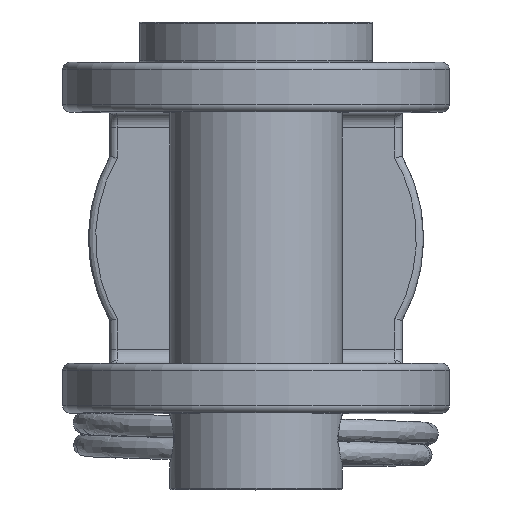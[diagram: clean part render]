
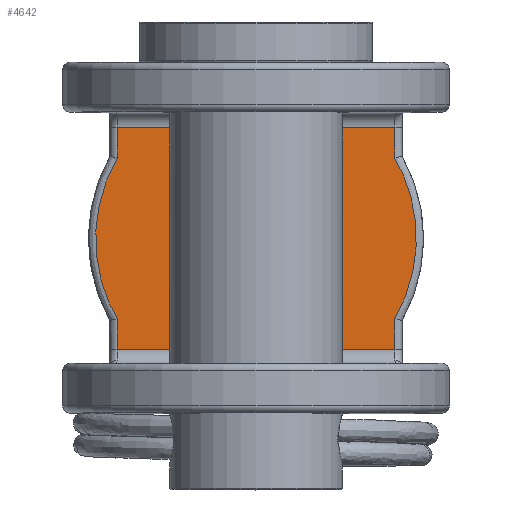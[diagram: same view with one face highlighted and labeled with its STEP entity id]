
A CAD part, top view. The second image highlights one B-rep face of the part: STEP entity #4642.
In plain terms, the highlighted planar face has unit normal (0, 0, 1).
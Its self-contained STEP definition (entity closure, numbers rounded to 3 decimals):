
#283 = ORIENTED_EDGE ( 'NONE', *, *, #11064, .T. ) ;
#372 = CARTESIAN_POINT ( 'NONE',  ( -9.983, -16.653, 0. ) ) ;
#741 = VECTOR ( 'NONE', #2417, 1000. ) ;
#776 = EDGE_CURVE ( 'NONE', #9047, #15694, #1480, .T. ) ;
#1126 = ORIENTED_EDGE ( 'NONE', *, *, #776, .T. ) ;
#1480 = B_SPLINE_CURVE_WITH_KNOTS ( 'NONE', 3,
 ( #7369, #7427, #17248, #5868, #4562, #13037, #11546, #5975, #3068, #13088, #17355, #8903, #372, #11494 ),
 .UNSPECIFIED., .F., .F.,
 ( 4, 2, 2, 2, 2, 2, 4 ),
 ( 0., 0.001, 0.003, 0.006, 0.007, 0.009, 0.012 ),
 .UNSPECIFIED. ) ;
#1574 = CARTESIAN_POINT ( 'NONE',  ( -9.5, -19.6, 0. ) ) ;
#1728 = AXIS2_PLACEMENT_3D ( 'NONE', #4731, #10486, #1990 ) ;
#1990 = DIRECTION ( 'NONE',  ( -1., 0., 0. ) ) ;
#2417 = DIRECTION ( 'NONE',  ( 0., 1., 0. ) ) ;
#2621 = EDGE_CURVE ( 'NONE', #11399, #8135, #7886, .T. ) ;
#2635 = CARTESIAN_POINT ( 'NONE',  ( 9.5, -4.4, 0. ) ) ;
#2803 = CARTESIAN_POINT ( 'NONE',  ( 10.972, -12.967, 0. ) ) ;
#2858 = CARTESIAN_POINT ( 'NONE',  ( 10.94, -11.042, 0. ) ) ;
#3068 = CARTESIAN_POINT ( 'NONE',  ( -10.94, -12.958, 0. ) ) ;
#3327 = LINE ( 'NONE', #14822, #7143 ) ;
#4291 = CARTESIAN_POINT ( 'NONE',  ( 10.814, -10.09, 0. ) ) ;
#4523 = ORIENTED_EDGE ( 'NONE', *, *, #7230, .T. ) ;
#4537 = FACE_OUTER_BOUND ( 'NONE', #14732, .T. ) ;
#4560 = CARTESIAN_POINT ( 'NONE',  ( -9.5, 0., 0. ) ) ;
#4562 = CARTESIAN_POINT ( 'NONE',  ( -10.476, -8.706, 0. ) ) ;
#4642 = ADVANCED_FACE ( 'NONE', ( #4537 ), #6352, .F. ) ;
#4702 = CARTESIAN_POINT ( 'NONE',  ( -9.5, -6.511, 0. ) ) ;
#4731 = CARTESIAN_POINT ( 'NONE',  ( 0., 0., 0. ) ) ;
#4782 = ORIENTED_EDGE ( 'NONE', *, *, #12707, .T. ) ;
#5052 = CARTESIAN_POINT ( 'NONE',  ( 9.5, -17.489, 0. ) ) ;
#5638 = LINE ( 'NONE', #4560, #14728 ) ;
#5644 = CARTESIAN_POINT ( 'NONE',  ( 10., -19.6, 0. ) ) ;
#5714 = CARTESIAN_POINT ( 'NONE',  ( 10.972, -11.521, 0. ) ) ;
#5868 = CARTESIAN_POINT ( 'NONE',  ( -10.321, -8.247, 0. ) ) ;
#5975 = CARTESIAN_POINT ( 'NONE',  ( -10.972, -12.479, 0. ) ) ;
#6352 = PLANE ( 'NONE',  #1728 ) ;
#6678 = DIRECTION ( 'NONE',  ( 0., 1., 0. ) ) ;
#6965 = DIRECTION ( 'NONE',  ( 0., -1., 0. ) ) ;
#7036 = CARTESIAN_POINT ( 'NONE',  ( 10.72, -9.615, 0. ) ) ;
#7143 = VECTOR ( 'NONE', #10476, 1000. ) ;
#7156 = CARTESIAN_POINT ( 'NONE',  ( 9.983, -7.347, 0. ) ) ;
#7230 = EDGE_CURVE ( 'NONE', #8094, #9047, #5638, .T. ) ;
#7369 = CARTESIAN_POINT ( 'NONE',  ( -9.5, -6.511, 0. ) ) ;
#7427 = CARTESIAN_POINT ( 'NONE',  ( -9.741, -6.928, 0. ) ) ;
#7570 = LINE ( 'NONE', #8356, #9375 ) ;
#7759 = DIRECTION ( 'NONE',  ( 1., 0., 0. ) ) ;
#7886 = LINE ( 'NONE', #8223, #741 ) ;
#8094 = VERTEX_POINT ( 'NONE', #13718 ) ;
#8135 = VERTEX_POINT ( 'NONE', #5052 ) ;
#8223 = CARTESIAN_POINT ( 'NONE',  ( 9.5, 0., 0. ) ) ;
#8356 = CARTESIAN_POINT ( 'NONE',  ( -9.5, 0., 0. ) ) ;
#8861 = EDGE_CURVE ( 'NONE', #8135, #16606, #10886, .T. ) ;
#8903 = CARTESIAN_POINT ( 'NONE',  ( -10.348, -15.773, 0. ) ) ;
#9047 = VERTEX_POINT ( 'NONE', #4702 ) ;
#9375 = VECTOR ( 'NONE', #6965, 1000. ) ;
#9953 = CARTESIAN_POINT ( 'NONE',  ( 10.846, -13.911, 0. ) ) ;
#10027 = VECTOR ( 'NONE', #6678, 1000. ) ;
#10064 = CARTESIAN_POINT ( 'NONE',  ( 9.741, -17.072, 0. ) ) ;
#10376 = ORIENTED_EDGE ( 'NONE', *, *, #8861, .T. ) ;
#10433 = CARTESIAN_POINT ( 'NONE',  ( 9.5, 0., 0. ) ) ;
#10476 = DIRECTION ( 'NONE',  ( -1., 0., 0. ) ) ;
#10486 = DIRECTION ( 'NONE',  ( 0., 0., -1. ) ) ;
#10859 = ORIENTED_EDGE ( 'NONE', *, *, #13053, .T. ) ;
#10886 = B_SPLINE_CURVE_WITH_KNOTS ( 'NONE', 3,
 ( #14142, #10064, #12776, #11402, #15505, #9953, #2803, #5714, #2858, #4291, #7036, #16925, #7156, #12709 ),
 .UNSPECIFIED., .F., .F.,
 ( 4, 2, 2, 2, 2, 2, 4 ),
 ( 0., 0.001, 0.003, 0.006, 0.007, 0.009, 0.012 ),
 .UNSPECIFIED. ) ;
#10997 = VERTEX_POINT ( 'NONE', #1574 ) ;
#11064 = EDGE_CURVE ( 'NONE', #14077, #8094, #3327, .T. ) ;
#11399 = VERTEX_POINT ( 'NONE', #15509 ) ;
#11402 = CARTESIAN_POINT ( 'NONE',  ( 10.321, -15.753, 0. ) ) ;
#11494 = CARTESIAN_POINT ( 'NONE',  ( -9.5, -17.488, 0. ) ) ;
#11546 = CARTESIAN_POINT ( 'NONE',  ( -10.972, -11.033, 0. ) ) ;
#11710 = DIRECTION ( 'NONE',  ( 0., -1., 0. ) ) ;
#12707 = EDGE_CURVE ( 'NONE', #10997, #11399, #16428, .T. ) ;
#12709 = CARTESIAN_POINT ( 'NONE',  ( 9.5, -6.512, 0. ) ) ;
#12776 = CARTESIAN_POINT ( 'NONE',  ( 9.954, -16.641, 0. ) ) ;
#12778 = CARTESIAN_POINT ( 'NONE',  ( 9.5, -6.512, 0. ) ) ;
#12922 = ORIENTED_EDGE ( 'NONE', *, *, #2621, .T. ) ;
#13037 = CARTESIAN_POINT ( 'NONE',  ( -10.846, -10.089, 0. ) ) ;
#13053 = EDGE_CURVE ( 'NONE', #16606, #14077, #13779, .T. ) ;
#13088 = CARTESIAN_POINT ( 'NONE',  ( -10.814, -13.91, 0. ) ) ;
#13403 = EDGE_CURVE ( 'NONE', #15694, #10997, #7570, .T. ) ;
#13718 = CARTESIAN_POINT ( 'NONE',  ( -9.5, -4.4, 0. ) ) ;
#13779 = LINE ( 'NONE', #10433, #10027 ) ;
#14077 = VERTEX_POINT ( 'NONE', #2635 ) ;
#14142 = CARTESIAN_POINT ( 'NONE',  ( 9.5, -17.489, 0. ) ) ;
#14728 = VECTOR ( 'NONE', #11710, 1000. ) ;
#14732 = EDGE_LOOP ( 'NONE', ( #10376, #10859, #283, #4523, #1126, #17221, #4782, #12922 ) ) ;
#14822 = CARTESIAN_POINT ( 'NONE',  ( -10., -4.4, 0. ) ) ;
#15505 = CARTESIAN_POINT ( 'NONE',  ( 10.476, -15.294, 0. ) ) ;
#15509 = CARTESIAN_POINT ( 'NONE',  ( 9.5, -19.6, 0. ) ) ;
#15694 = VERTEX_POINT ( 'NONE', #17074 ) ;
#15973 = VECTOR ( 'NONE', #7759, 1000. ) ;
#16428 = LINE ( 'NONE', #5644, #15973 ) ;
#16606 = VERTEX_POINT ( 'NONE', #12778 ) ;
#16925 = CARTESIAN_POINT ( 'NONE',  ( 10.348, -8.227, 0. ) ) ;
#17074 = CARTESIAN_POINT ( 'NONE',  ( -9.5, -17.488, 0. ) ) ;
#17221 = ORIENTED_EDGE ( 'NONE', *, *, #13403, .T. ) ;
#17248 = CARTESIAN_POINT ( 'NONE',  ( -9.954, -7.359, 0. ) ) ;
#17355 = CARTESIAN_POINT ( 'NONE',  ( -10.72, -14.385, 0. ) ) ;
